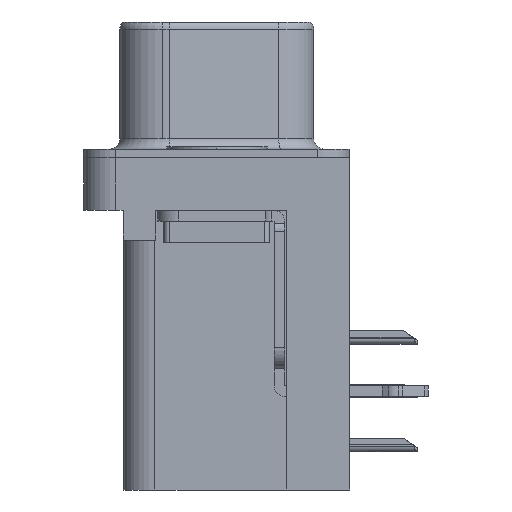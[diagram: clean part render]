
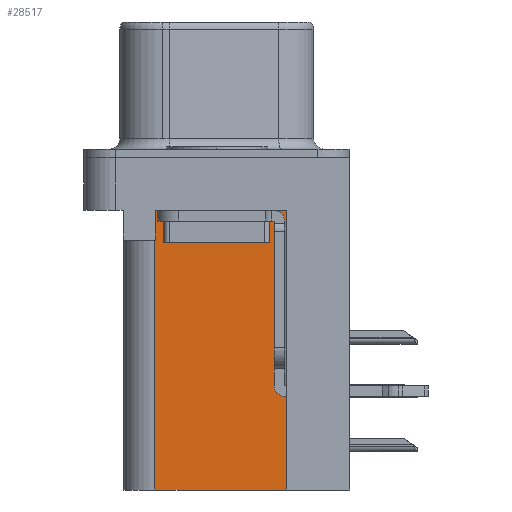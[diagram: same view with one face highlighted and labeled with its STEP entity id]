
A CAD part, left-side view. The second image highlights one B-rep face of the part: STEP entity #28517.
In plain terms, the highlighted planar face has unit normal (-1, 0, 0).
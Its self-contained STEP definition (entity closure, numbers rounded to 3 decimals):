
#333 = DIRECTION ( 'NONE',  ( 0., 0., -1. ) ) ;
#380 = ORIENTED_EDGE ( 'NONE', *, *, #9689, .T. ) ;
#1023 = LINE ( 'NONE', #27626, #21076 ) ;
#1281 = EDGE_CURVE ( 'NONE', #17621, #19295, #19981, .T. ) ;
#1579 = EDGE_CURVE ( 'NONE', #19295, #3788, #5621, .T. ) ;
#1870 = EDGE_CURVE ( 'NONE', #3788, #10008, #5588, .T. ) ;
#2312 = CARTESIAN_POINT ( 'NONE',  ( 3.79, -3.295, -15.7 ) ) ;
#3366 = LINE ( 'NONE', #26623, #29025 ) ;
#3469 = DIRECTION ( 'NONE',  ( 0., 0., -1. ) ) ;
#3788 = VERTEX_POINT ( 'NONE', #14835 ) ;
#3889 = ORIENTED_EDGE ( 'NONE', *, *, #9547, .F. ) ;
#4708 = VECTOR ( 'NONE', #18037, 1000. ) ;
#4741 = VECTOR ( 'NONE', #3469, 1000. ) ;
#5151 = CARTESIAN_POINT ( 'NONE',  ( 3.79, 2.925, -3.9 ) ) ;
#5588 = LINE ( 'NONE', #12433, #4708 ) ;
#5621 = LINE ( 'NONE', #21060, #4741 ) ;
#6312 = VERTEX_POINT ( 'NONE', #14558 ) ;
#9303 = EDGE_CURVE ( 'NONE', #6312, #10008, #3366, .T. ) ;
#9547 = EDGE_CURVE ( 'NONE', #19569, #6312, #1023, .T. ) ;
#9689 = EDGE_CURVE ( 'NONE', #19569, #17621, #20247, .T. ) ;
#10008 = VERTEX_POINT ( 'NONE', #5151 ) ;
#11266 = CARTESIAN_POINT ( 'NONE',  ( 3.79, -3.295, -15.7 ) ) ;
#11930 = CARTESIAN_POINT ( 'NONE',  ( 3.79, -3.295, -2.5 ) ) ;
#12433 = CARTESIAN_POINT ( 'NONE',  ( 3.79, 0., -3.9 ) ) ;
#13594 = VECTOR ( 'NONE', #28426, 1000. ) ;
#14096 = DIRECTION ( 'NONE',  ( 0., 0., 1. ) ) ;
#14558 = CARTESIAN_POINT ( 'NONE',  ( 3.79, 2.925, -15.7 ) ) ;
#14835 = CARTESIAN_POINT ( 'NONE',  ( 3.79, 2.895, -3.9 ) ) ;
#15063 = DIRECTION ( 'NONE',  ( 0., 1., 0. ) ) ;
#15198 = DIRECTION ( 'NONE',  ( 0., 1., 0. ) ) ;
#15777 = ORIENTED_EDGE ( 'NONE', *, *, #1579, .T. ) ;
#15781 = AXIS2_PLACEMENT_3D ( 'NONE', #11266, #16241, #333 ) ;
#15817 = CARTESIAN_POINT ( 'NONE',  ( 3.79, -3.295, -15.7 ) ) ;
#16241 = DIRECTION ( 'NONE',  ( 1., 0., 0. ) ) ;
#17621 = VERTEX_POINT ( 'NONE', #11930 ) ;
#18037 = DIRECTION ( 'NONE',  ( 0., 1., 0. ) ) ;
#19145 = ORIENTED_EDGE ( 'NONE', *, *, #1281, .T. ) ;
#19295 = VERTEX_POINT ( 'NONE', #29548 ) ;
#19569 = VERTEX_POINT ( 'NONE', #2312 ) ;
#19981 = LINE ( 'NONE', #21139, #27477 ) ;
#20247 = LINE ( 'NONE', #15817, #13594 ) ;
#21060 = CARTESIAN_POINT ( 'NONE',  ( 3.79, 2.895, -3.9 ) ) ;
#21076 = VECTOR ( 'NONE', #15063, 1000. ) ;
#21139 = CARTESIAN_POINT ( 'NONE',  ( 3.79, -3.295, -2.5 ) ) ;
#21439 = FACE_OUTER_BOUND ( 'NONE', #22007, .T. ) ;
#22007 = EDGE_LOOP ( 'NONE', ( #19145, #15777, #31667, #26403, #3889, #380 ) ) ;
#26403 = ORIENTED_EDGE ( 'NONE', *, *, #9303, .F. ) ;
#26623 = CARTESIAN_POINT ( 'NONE',  ( 3.79, 2.925, -15.7 ) ) ;
#27477 = VECTOR ( 'NONE', #15198, 1000. ) ;
#27626 = CARTESIAN_POINT ( 'NONE',  ( 3.79, -3.295, -15.7 ) ) ;
#28426 = DIRECTION ( 'NONE',  ( 0., 0., 1. ) ) ;
#28517 = ADVANCED_FACE ( 'NONE', ( #21439 ), #28752, .F. ) ;
#28752 = PLANE ( 'NONE',  #15781 ) ;
#29025 = VECTOR ( 'NONE', #14096, 1000. ) ;
#29548 = CARTESIAN_POINT ( 'NONE',  ( 3.79, 2.895, -2.5 ) ) ;
#31667 = ORIENTED_EDGE ( 'NONE', *, *, #1870, .T. ) ;
